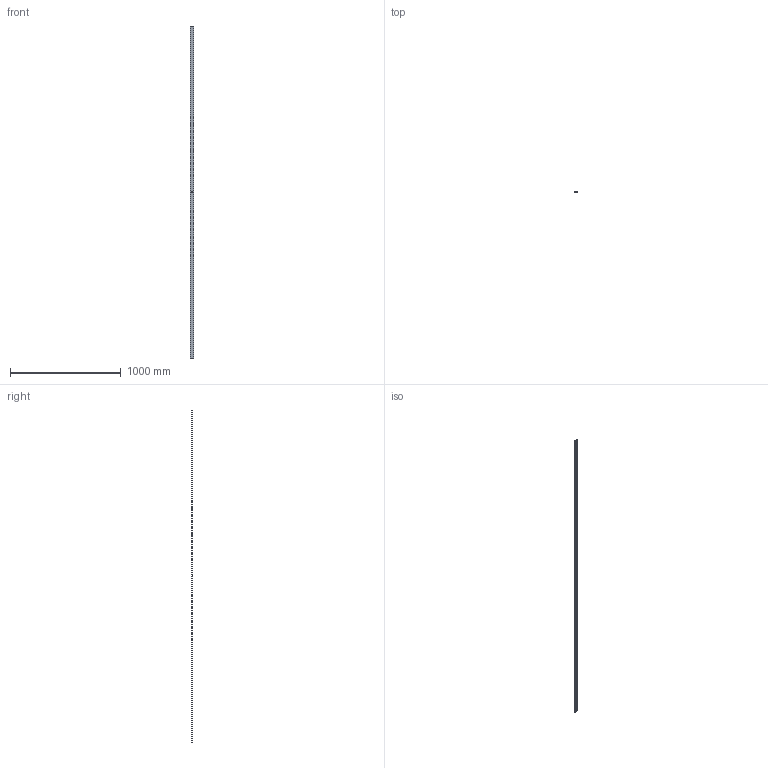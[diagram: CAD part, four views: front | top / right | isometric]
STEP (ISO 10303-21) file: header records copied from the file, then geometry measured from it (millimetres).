
FILE_DESCRIPTION (( 'STEP AP203' ), '1' );
FILE_NAME ('2302.step', '2022-04-29T09:02:07', ( '' ), ( '' ), 'SwSTEP 2.0', 'SolidWorks 2018', '' );
FILE_SCHEMA (( 'CONFIG_CONTROL_DESIGN' ));
Length unit declared in the file: millimetre
Products named in the file (1): 2302
Bounding box: 30 x 7.96 x 3000 mm (x, y, z)
Volume: 510795.7 mm3; surface area: 231748.6 mm2
Topology: 1 solids, 1 shells, 219 faces, 600 edges, 400 vertices
Faces by surface type: plane 114, bspline 103, cylinder 2
Entity records: 11753 total; most frequent: CARTESIAN_POINT 6819, ORIENTED_EDGE 1200, DIRECTION 632, EDGE_CURVE 600, VERTEX_POINT 400, LINE 390, VECTOR 390, EDGE_LOOP 236
